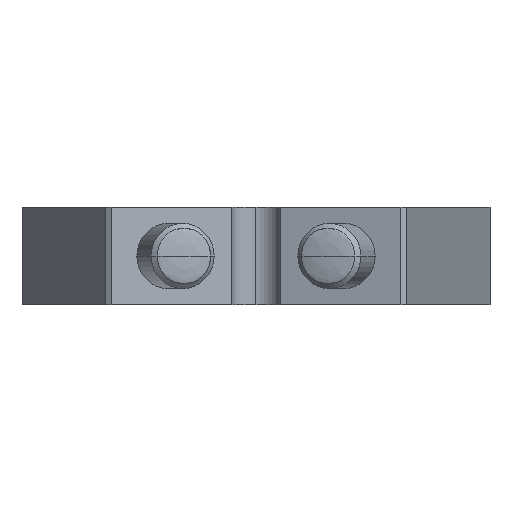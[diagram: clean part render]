
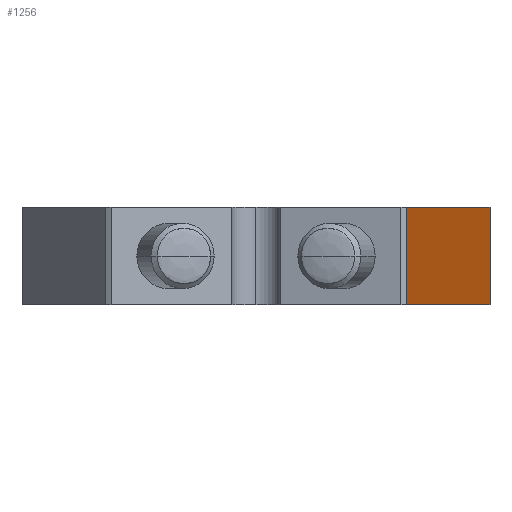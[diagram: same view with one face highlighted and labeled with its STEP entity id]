
A CAD part, left-side view. The second image highlights one B-rep face of the part: STEP entity #1256.
In plain terms, the highlighted planar face has unit normal (-0.259, -0.966, 0).
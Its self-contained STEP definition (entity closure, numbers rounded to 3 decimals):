
#67 = CARTESIAN_POINT ( 'NONE',  ( 3.319, -14.353, -3. ) ) ;
#111 = DIRECTION ( 'NONE',  ( -0.259, -0.966, 0. ) ) ;
#120 = ORIENTED_EDGE ( 'NONE', *, *, #440, .T. ) ;
#122 = VERTEX_POINT ( 'NONE', #704 ) ;
#135 = VERTEX_POINT ( 'NONE', #773 ) ;
#183 = CARTESIAN_POINT ( 'NONE',  ( -15.71, -9.254, -3. ) ) ;
#187 = CARTESIAN_POINT ( 'NONE',  ( 3.319, -14.353, -3. ) ) ;
#206 = CARTESIAN_POINT ( 'NONE',  ( 3.319, -14.353, 3. ) ) ;
#216 = FACE_OUTER_BOUND ( 'NONE', #707, .T. ) ;
#261 = LINE ( 'NONE', #206, #1387 ) ;
#316 = DIRECTION ( 'NONE',  ( 0.966, -0.259, 0. ) ) ;
#335 = PLANE ( 'NONE',  #801 ) ;
#407 = DIRECTION ( 'NONE',  ( 0.966, -0.259, 0. ) ) ;
#440 = EDGE_CURVE ( 'NONE', #883, #1213, #604, .T. ) ;
#476 = VECTOR ( 'NONE', #407, 1000. ) ;
#532 = EDGE_CURVE ( 'NONE', #122, #135, #569, .T. ) ;
#539 = DIRECTION ( 'NONE',  ( 0., 0., 1. ) ) ;
#569 = LINE ( 'NONE', #183, #866 ) ;
#604 = LINE ( 'NONE', #1139, #1356 ) ;
#704 = CARTESIAN_POINT ( 'NONE',  ( -15.71, -9.254, -3. ) ) ;
#707 = EDGE_LOOP ( 'NONE', ( #1276, #1308, #1342, #120 ) ) ;
#759 = CARTESIAN_POINT ( 'NONE',  ( 3.319, -14.353, -3. ) ) ;
#773 = CARTESIAN_POINT ( 'NONE',  ( -15.71, -9.254, 3. ) ) ;
#801 = AXIS2_PLACEMENT_3D ( 'NONE', #187, #111, #316 ) ;
#808 = EDGE_CURVE ( 'NONE', #122, #883, #1060, .T. ) ;
#866 = VECTOR ( 'NONE', #539, 1000. ) ;
#879 = DIRECTION ( 'NONE',  ( 0., 0., 1. ) ) ;
#883 = VERTEX_POINT ( 'NONE', #759 ) ;
#1060 = LINE ( 'NONE', #67, #476 ) ;
#1072 = CARTESIAN_POINT ( 'NONE',  ( 3.319, -14.353, 3. ) ) ;
#1127 = DIRECTION ( 'NONE',  ( 0.966, -0.259, 0. ) ) ;
#1139 = CARTESIAN_POINT ( 'NONE',  ( 3.319, -14.353, -3. ) ) ;
#1213 = VERTEX_POINT ( 'NONE', #1072 ) ;
#1256 = ADVANCED_FACE ( 'NONE', ( #216 ), #335, .T. ) ;
#1276 = ORIENTED_EDGE ( 'NONE', *, *, #1337, .F. ) ;
#1308 = ORIENTED_EDGE ( 'NONE', *, *, #532, .F. ) ;
#1337 = EDGE_CURVE ( 'NONE', #135, #1213, #261, .T. ) ;
#1342 = ORIENTED_EDGE ( 'NONE', *, *, #808, .T. ) ;
#1356 = VECTOR ( 'NONE', #879, 1000. ) ;
#1387 = VECTOR ( 'NONE', #1127, 1000. ) ;
